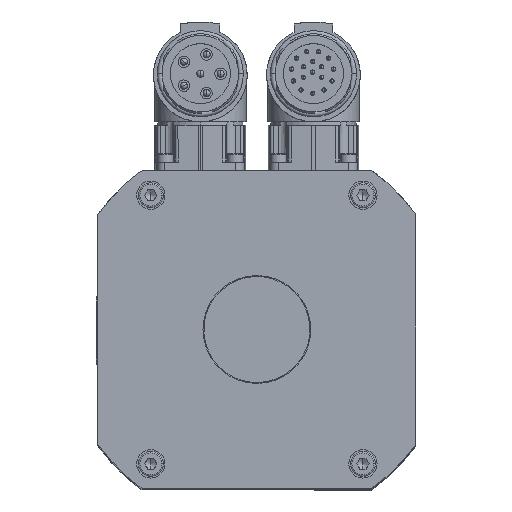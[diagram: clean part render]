
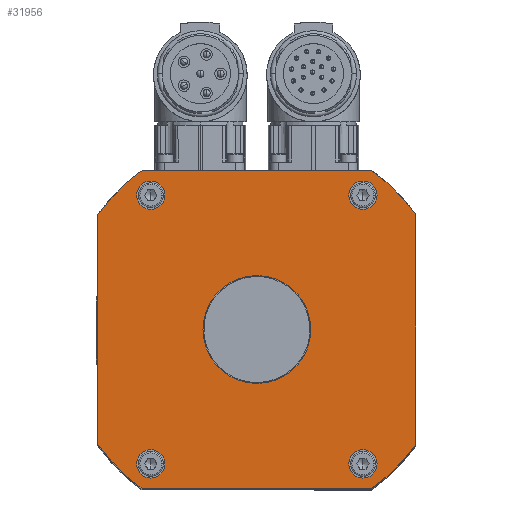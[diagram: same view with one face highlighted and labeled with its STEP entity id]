
A CAD part, top view. The second image highlights one B-rep face of the part: STEP entity #31956.
In plain terms, the highlighted planar face has unit normal (0, 0, 1).
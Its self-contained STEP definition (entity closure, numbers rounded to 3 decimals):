
#10570=CARTESIAN_POINT('',(-30.,34.,216.5));
#10571=VERTEX_POINT('',#10570);
#10587=CARTESIAN_POINT('',(-30.,42.,216.5));
#10588=VERTEX_POINT('',#10587);
#10595=CARTESIAN_POINT('',(-30.,38.,216.5));
#10596=DIRECTION('',(0.0,0.0,-1.0));
#10597=DIRECTION('',(0.0,-1.0,0.0));
#10598=AXIS2_PLACEMENT_3D('',#10595,#10596,#10597);
#10599=CIRCLE('',#10598,4.0);
#10600=EDGE_CURVE('',#10571,#10588,#10599,.T.);
#10633=CARTESIAN_POINT('',(30.,34.,216.5));
#10634=VERTEX_POINT('',#10633);
#10650=CARTESIAN_POINT('',(30.,42.,216.5));
#10651=VERTEX_POINT('',#10650);
#10658=CARTESIAN_POINT('',(30.,38.,216.5));
#10659=DIRECTION('',(0.0,0.0,-1.0));
#10660=DIRECTION('',(0.0,-1.0,0.0));
#10661=AXIS2_PLACEMENT_3D('',#10658,#10659,#10660);
#10662=CIRCLE('',#10661,4.0);
#10663=EDGE_CURVE('',#10634,#10651,#10662,.T.);
#10696=CARTESIAN_POINT('',(30.,-42.,216.5));
#10697=VERTEX_POINT('',#10696);
#10713=CARTESIAN_POINT('',(30.,-34.,216.5));
#10714=VERTEX_POINT('',#10713);
#10721=CARTESIAN_POINT('',(30.,-38.,216.5));
#10722=DIRECTION('',(0.0,0.0,-1.0));
#10723=DIRECTION('',(0.0,-1.0,0.0));
#10724=AXIS2_PLACEMENT_3D('',#10721,#10722,#10723);
#10725=CIRCLE('',#10724,4.0);
#10726=EDGE_CURVE('',#10697,#10714,#10725,.T.);
#10759=CARTESIAN_POINT('',(-30.,-42.,216.5));
#10760=VERTEX_POINT('',#10759);
#10776=CARTESIAN_POINT('',(-30.,-34.,216.5));
#10777=VERTEX_POINT('',#10776);
#10784=CARTESIAN_POINT('',(-30.,-38.,216.5));
#10785=DIRECTION('',(0.0,0.0,-1.0));
#10786=DIRECTION('',(0.0,-1.0,0.0));
#10787=AXIS2_PLACEMENT_3D('',#10784,#10785,#10786);
#10788=CIRCLE('',#10787,4.0);
#10789=EDGE_CURVE('',#10760,#10777,#10788,.T.);
#10801=CARTESIAN_POINT('',(0.,15.25,216.5));
#10802=VERTEX_POINT('',#10801);
#10818=CARTESIAN_POINT('',(0.,-15.25,216.5));
#10819=VERTEX_POINT('',#10818);
#10826=CARTESIAN_POINT('',(0.,0.,216.5));
#10827=DIRECTION('',(0.0,0.0,-1.0));
#10828=DIRECTION('',(0.0,1.0,0.0));
#10829=AXIS2_PLACEMENT_3D('',#10826,#10827,#10828);
#10830=CIRCLE('',#10829,15.25);
#10831=EDGE_CURVE('',#10802,#10819,#10830,.T.);
#31831=CARTESIAN_POINT('',(0.,0.,216.5));
#31832=DIRECTION('',(0.0,0.0,-1.0));
#31833=DIRECTION('',(0.0,1.0,0.0));
#31834=AXIS2_PLACEMENT_3D('',#31831,#31832,#31833);
#31835=PLANE('',#31834);
#31836=CARTESIAN_POINT('',(45.,32.485,216.5));
#31837=VERTEX_POINT('',#31836);
#31838=CARTESIAN_POINT('',(45.,-32.485,216.5));
#31839=VERTEX_POINT('',#31838);
#31840=CARTESIAN_POINT('',(45.,32.485,216.5));
#31841=DIRECTION('',(0.0,-1.0,0.0));
#31842=VECTOR('',#31841,64.969);
#31843=LINE('',#31840,#31842);
#31844=EDGE_CURVE('',#31837,#31839,#31843,.T.);
#31845=ORIENTED_EDGE('',*,*,#31844,.F.);
#31846=CARTESIAN_POINT('',(32.485,45.,216.5));
#31847=VERTEX_POINT('',#31846);
#31848=CARTESIAN_POINT('',(0.,0.,216.5));
#31849=DIRECTION('',(0.,0.,-1.));
#31850=DIRECTION('',(0.585,0.811,0.));
#31851=AXIS2_PLACEMENT_3D('',#31848,#31849,#31850);
#31852=CIRCLE('',#31851,55.5);
#31853=EDGE_CURVE('',#31847,#31837,#31852,.T.);
#31854=ORIENTED_EDGE('',*,*,#31853,.F.);
#31855=CARTESIAN_POINT('',(-32.485,45.,216.5));
#31856=VERTEX_POINT('',#31855);
#31857=CARTESIAN_POINT('',(-32.485,45.,216.5));
#31858=DIRECTION('',(1.0,0.0,0.0));
#31859=VECTOR('',#31858,64.969);
#31860=LINE('',#31857,#31859);
#31861=EDGE_CURVE('',#31856,#31847,#31860,.T.);
#31862=ORIENTED_EDGE('',*,*,#31861,.F.);
#31863=CARTESIAN_POINT('',(-45.,32.485,216.5));
#31864=VERTEX_POINT('',#31863);
#31865=CARTESIAN_POINT('',(0.,0.,216.5));
#31866=DIRECTION('',(0.,0.,-1.));
#31867=DIRECTION('',(-0.811,0.585,0.));
#31868=AXIS2_PLACEMENT_3D('',#31865,#31866,#31867);
#31869=CIRCLE('',#31868,55.5);
#31870=EDGE_CURVE('',#31864,#31856,#31869,.T.);
#31871=ORIENTED_EDGE('',*,*,#31870,.F.);
#31872=CARTESIAN_POINT('',(-45.,-32.485,216.5));
#31873=VERTEX_POINT('',#31872);
#31874=CARTESIAN_POINT('',(-45.,-32.485,216.5));
#31875=DIRECTION('',(0.0,1.0,0.0));
#31876=VECTOR('',#31875,64.969);
#31877=LINE('',#31874,#31876);
#31878=EDGE_CURVE('',#31873,#31864,#31877,.T.);
#31879=ORIENTED_EDGE('',*,*,#31878,.F.);
#31880=CARTESIAN_POINT('',(-32.485,-45.,216.5));
#31881=VERTEX_POINT('',#31880);
#31882=CARTESIAN_POINT('',(0.,0.,216.5));
#31883=DIRECTION('',(0.,0.,-1.));
#31884=DIRECTION('',(-0.585,-0.811,0.));
#31885=AXIS2_PLACEMENT_3D('',#31882,#31883,#31884);
#31886=CIRCLE('',#31885,55.5);
#31887=EDGE_CURVE('',#31881,#31873,#31886,.T.);
#31888=ORIENTED_EDGE('',*,*,#31887,.F.);
#31889=CARTESIAN_POINT('',(32.485,-45.,216.5));
#31890=VERTEX_POINT('',#31889);
#31891=CARTESIAN_POINT('',(32.485,-45.,216.5));
#31892=DIRECTION('',(-1.0,0.0,0.0));
#31893=VECTOR('',#31892,64.969);
#31894=LINE('',#31891,#31893);
#31895=EDGE_CURVE('',#31890,#31881,#31894,.T.);
#31896=ORIENTED_EDGE('',*,*,#31895,.F.);
#31897=CARTESIAN_POINT('',(0.,0.,216.5));
#31898=DIRECTION('',(0.,0.,-1.0));
#31899=DIRECTION('',(0.811,-0.585,0.));
#31900=AXIS2_PLACEMENT_3D('',#31897,#31898,#31899);
#31901=CIRCLE('',#31900,55.5);
#31902=EDGE_CURVE('',#31839,#31890,#31901,.T.);
#31903=ORIENTED_EDGE('',*,*,#31902,.F.);
#31904=EDGE_LOOP('',(#31845,#31854,#31862,#31871,#31879,#31888,#31896,#31903));
#31905=FACE_OUTER_BOUND('',#31904,.T.);
#31906=ORIENTED_EDGE('',*,*,#10600,.T.);
#31907=CARTESIAN_POINT('',(-30.,38.,216.5));
#31908=DIRECTION('',(0.0,0.0,-1.0));
#31909=DIRECTION('',(0.0,-1.0,0.0));
#31910=AXIS2_PLACEMENT_3D('',#31907,#31908,#31909);
#31911=CIRCLE('',#31910,4.0);
#31912=EDGE_CURVE('',#10588,#10571,#31911,.T.);
#31913=ORIENTED_EDGE('',*,*,#31912,.T.);
#31914=EDGE_LOOP('',(#31906,#31913));
#31915=FACE_BOUND('',#31914,.T.);
#31916=ORIENTED_EDGE('',*,*,#10663,.T.);
#31917=CARTESIAN_POINT('',(30.,38.,216.5));
#31918=DIRECTION('',(0.0,0.0,-1.0));
#31919=DIRECTION('',(0.0,-1.0,0.0));
#31920=AXIS2_PLACEMENT_3D('',#31917,#31918,#31919);
#31921=CIRCLE('',#31920,4.0);
#31922=EDGE_CURVE('',#10651,#10634,#31921,.T.);
#31923=ORIENTED_EDGE('',*,*,#31922,.T.);
#31924=EDGE_LOOP('',(#31916,#31923));
#31925=FACE_BOUND('',#31924,.T.);
#31926=ORIENTED_EDGE('',*,*,#10726,.T.);
#31927=CARTESIAN_POINT('',(30.,-38.,216.5));
#31928=DIRECTION('',(0.0,0.0,-1.0));
#31929=DIRECTION('',(0.0,-1.0,0.0));
#31930=AXIS2_PLACEMENT_3D('',#31927,#31928,#31929);
#31931=CIRCLE('',#31930,4.0);
#31932=EDGE_CURVE('',#10714,#10697,#31931,.T.);
#31933=ORIENTED_EDGE('',*,*,#31932,.T.);
#31934=EDGE_LOOP('',(#31926,#31933));
#31935=FACE_BOUND('',#31934,.T.);
#31936=ORIENTED_EDGE('',*,*,#10789,.T.);
#31937=CARTESIAN_POINT('',(-30.,-38.,216.5));
#31938=DIRECTION('',(0.0,0.0,-1.0));
#31939=DIRECTION('',(0.0,-1.0,0.0));
#31940=AXIS2_PLACEMENT_3D('',#31937,#31938,#31939);
#31941=CIRCLE('',#31940,4.0);
#31942=EDGE_CURVE('',#10777,#10760,#31941,.T.);
#31943=ORIENTED_EDGE('',*,*,#31942,.T.);
#31944=EDGE_LOOP('',(#31936,#31943));
#31945=FACE_BOUND('',#31944,.T.);
#31946=CARTESIAN_POINT('',(0.,0.,216.5));
#31947=DIRECTION('',(0.0,0.0,-1.0));
#31948=DIRECTION('',(0.0,1.0,0.0));
#31949=AXIS2_PLACEMENT_3D('',#31946,#31947,#31948);
#31950=CIRCLE('',#31949,15.25);
#31951=EDGE_CURVE('',#10819,#10802,#31950,.T.);
#31952=ORIENTED_EDGE('',*,*,#31951,.T.);
#31953=ORIENTED_EDGE('',*,*,#10831,.T.);
#31954=EDGE_LOOP('',(#31952,#31953));
#31955=FACE_BOUND('',#31954,.T.);
#31956=ADVANCED_FACE('',(#31905,#31915,#31925,#31935,#31945,#31955),#31835,.F.);
